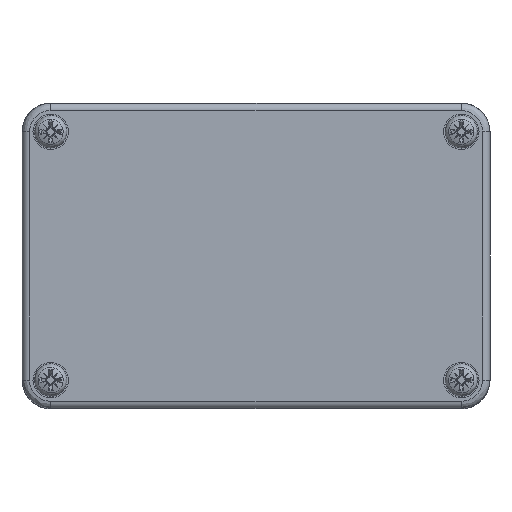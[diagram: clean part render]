
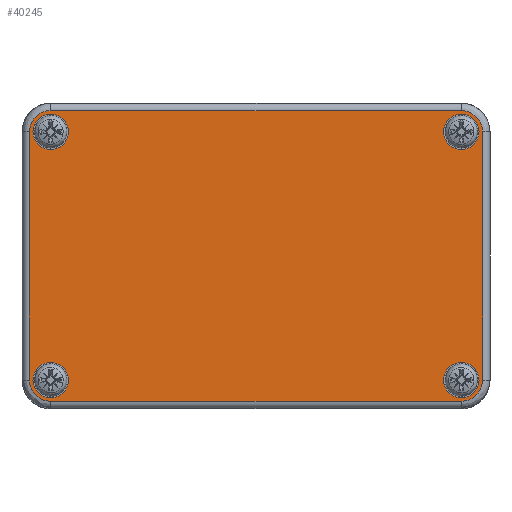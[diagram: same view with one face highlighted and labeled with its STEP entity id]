
A CAD part, top view. The second image highlights one B-rep face of the part: STEP entity #40245.
In plain terms, the highlighted planar face has unit normal (0, 0, 1).
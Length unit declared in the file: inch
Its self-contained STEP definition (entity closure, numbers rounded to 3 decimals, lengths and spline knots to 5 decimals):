
#1330 = AXIS2_PLACEMENT_3D ( 'NONE', #60877, #23847, #17923 ) ;
#2381 = LINE ( 'NONE', #29808, #77062 ) ;
#2590 = DIRECTION ( 'NONE',  ( -1., 0., 0. ) ) ;
#2693 = CARTESIAN_POINT ( 'NONE',  ( 1.69291, 1.19804, 0.37402 ) ) ;
#4602 = ORIENTED_EDGE ( 'NONE', *, *, #59753, .F. ) ;
#4637 = CARTESIAN_POINT ( 'NONE',  ( -1.79508, -1.19804, 0.37402 ) ) ;
#6971 = VERTEX_POINT ( 'NONE', #88401 ) ;
#7435 = CARTESIAN_POINT ( 'NONE',  ( -1.69291, 1.19804, 0.37402 ) ) ;
#7730 = VERTEX_POINT ( 'NONE', #78375 ) ;
#10053 = ORIENTED_EDGE ( 'NONE', *, *, #59463, .F. ) ;
#10585 = DIRECTION ( 'NONE',  ( 0., 0., 1. ) ) ;
#11185 = AXIS2_PLACEMENT_3D ( 'NONE', #88988, #10585, #46311 ) ;
#14391 = CARTESIAN_POINT ( 'NONE',  ( 0., 0., 0.37402 ) ) ;
#15878 = VECTOR ( 'NONE', #39911, 39.37008 ) ;
#16737 = VERTEX_POINT ( 'NONE', #73428 ) ;
#17923 = DIRECTION ( 'NONE',  ( -1., 0., 0. ) ) ;
#18551 = EDGE_LOOP ( 'NONE', ( #86527 ) ) ;
#19050 = CARTESIAN_POINT ( 'NONE',  ( -1.86733, 0., 0.37402 ) ) ;
#19396 = LINE ( 'NONE', #61701, #63441 ) ;
#20554 = FACE_BOUND ( 'NONE', #60707, .T. ) ;
#21016 = PLANE ( 'NONE',  #68958 ) ;
#21418 = ORIENTED_EDGE ( 'NONE', *, *, #47941, .F. ) ;
#22191 = EDGE_CURVE ( 'NONE', #85344, #85344, #74738, .T. ) ;
#23307 = CIRCLE ( 'NONE', #76893, 0.14567 ) ;
#23396 = DIRECTION ( 'NONE',  ( 0., 0., 1. ) ) ;
#23847 = DIRECTION ( 'NONE',  ( 0., 0., 1. ) ) ;
#24743 = EDGE_CURVE ( 'NONE', #33334, #33334, #60339, .T. ) ;
#25141 = CARTESIAN_POINT ( 'NONE',  ( -1.86733, -1.02362, 0.37402 ) ) ;
#25457 = CARTESIAN_POINT ( 'NONE',  ( -1.86733, -1.12579, 0.37402 ) ) ;
#27527 =( BOUNDED_CURVE ( )  B_SPLINE_CURVE ( 3, ( #2693, #31755, #84895, #84577 ),
 .UNSPECIFIED., .F., .F. ) 
 B_SPLINE_CURVE_WITH_KNOTS ( ( 4, 4 ),
 ( 0., 1. ),
 .UNSPECIFIED. ) 
 CURVE ( )  GEOMETRIC_REPRESENTATION_ITEM ( )  RATIONAL_B_SPLINE_CURVE ( ( 1., 0.805, 0.805, 1. ) ) 
 REPRESENTATION_ITEM ( '' )  );
#27840 = ORIENTED_EDGE ( 'NONE', *, *, #68896, .F. ) ;
#28283 = DIRECTION ( 'NONE',  ( 0., 0., -1. ) ) ;
#28682 = EDGE_LOOP ( 'NONE', ( #4602 ) ) ;
#29808 = CARTESIAN_POINT ( 'NONE',  ( 0., 1.19804, 0.37402 ) ) ;
#31755 = CARTESIAN_POINT ( 'NONE',  ( 1.79508, 1.19804, 0.37402 ) ) ;
#31912 = FACE_BOUND ( 'NONE', #18551, .T. ) ;
#33334 = VERTEX_POINT ( 'NONE', #44721 ) ;
#33882 = EDGE_CURVE ( 'NONE', #6971, #73640, #19396, .T. ) ;
#34537 = DIRECTION ( 'NONE',  ( -1., 0., 0. ) ) ;
#36368 =( BOUNDED_CURVE ( )  B_SPLINE_CURVE ( 3, ( #74532, #58755, #67217, #51492 ),
 .UNSPECIFIED., .F., .F. ) 
 B_SPLINE_CURVE_WITH_KNOTS ( ( 4, 4 ),
 ( 0., 1. ),
 .UNSPECIFIED. ) 
 CURVE ( )  GEOMETRIC_REPRESENTATION_ITEM ( )  RATIONAL_B_SPLINE_CURVE ( ( 1., 0.805, 0.805, 1. ) ) 
 REPRESENTATION_ITEM ( '' )  );
#37091 = EDGE_CURVE ( 'NONE', #78760, #39047, #2381, .T. ) ;
#39047 = VERTEX_POINT ( 'NONE', #64049 ) ;
#39911 = DIRECTION ( 'NONE',  ( 0., 1., 0. ) ) ;
#40245 = ADVANCED_FACE ( 'NONE', ( #57953, #31912, #20554, #64689, #62462 ), #21016, .F. ) ;
#40581 = ORIENTED_EDGE ( 'NONE', *, *, #74135, .F. ) ;
#40878 = CARTESIAN_POINT ( 'NONE',  ( -1.83858, -1.02362, 0.37402 ) ) ;
#41902 = LINE ( 'NONE', #19050, #15878 ) ;
#42225 = EDGE_CURVE ( 'NONE', #16737, #44309, #48280, .T. ) ;
#42525 = VERTEX_POINT ( 'NONE', #44619 ) ;
#42851 = AXIS2_PLACEMENT_3D ( 'NONE', #59482, #23396, #2590 ) ;
#43878 = CIRCLE ( 'NONE', #11185, 0.14567 ) ;
#44309 = VERTEX_POINT ( 'NONE', #73478 ) ;
#44619 = CARTESIAN_POINT ( 'NONE',  ( -1.86733, -1.02362, 0.37402 ) ) ;
#44721 = CARTESIAN_POINT ( 'NONE',  ( 1.54724, 1.02362, 0.37402 ) ) ;
#45659 = VERTEX_POINT ( 'NONE', #40878 ) ;
#46311 = DIRECTION ( 'NONE',  ( -1., 0., 0. ) ) ;
#46589 = DIRECTION ( 'NONE',  ( 0., -1., 0. ) ) ;
#47217 = CARTESIAN_POINT ( 'NONE',  ( 1.86733, 0., 0.37402 ) ) ;
#47941 = EDGE_CURVE ( 'NONE', #44309, #6971, #51526, .T. ) ;
#47946 = VERTEX_POINT ( 'NONE', #88948 ) ;
#48280 = LINE ( 'NONE', #47217, #61874 ) ;
#51311 = CARTESIAN_POINT ( 'NONE',  ( 1.86733, -1.12579, 0.37402 ) ) ;
#51371 = EDGE_LOOP ( 'NONE', ( #63796, #27840, #68779, #10053, #93625, #57196, #92510, #21418 ) ) ;
#51492 = CARTESIAN_POINT ( 'NONE',  ( -1.69291, 1.19804, 0.37402 ) ) ;
#51526 =( BOUNDED_CURVE ( )  B_SPLINE_CURVE ( 3, ( #52224, #51311, #73730, #81012 ),
 .UNSPECIFIED., .F., .F. ) 
 B_SPLINE_CURVE_WITH_KNOTS ( ( 4, 4 ),
 ( 0., 1. ),
 .UNSPECIFIED. ) 
 CURVE ( )  GEOMETRIC_REPRESENTATION_ITEM ( )  RATIONAL_B_SPLINE_CURVE ( ( 1., 0.805, 0.805, 1. ) ) 
 REPRESENTATION_ITEM ( '' )  );
#52224 = CARTESIAN_POINT ( 'NONE',  ( 1.86733, -1.02362, 0.37402 ) ) ;
#57196 = ORIENTED_EDGE ( 'NONE', *, *, #68070, .F. ) ;
#57953 = FACE_BOUND ( 'NONE', #73214, .T. ) ;
#58311 = CARTESIAN_POINT ( 'NONE',  ( 1.54724, -1.02362, 0.37402 ) ) ;
#58634 = ORIENTED_EDGE ( 'NONE', *, *, #24743, .F. ) ;
#58755 = CARTESIAN_POINT ( 'NONE',  ( -1.86733, 1.12579, 0.37402 ) ) ;
#59463 = EDGE_CURVE ( 'NONE', #7730, #78760, #36368, .T. ) ;
#59482 = CARTESIAN_POINT ( 'NONE',  ( 1.69291, -1.02362, 0.37402 ) ) ;
#59753 = EDGE_CURVE ( 'NONE', #47946, #47946, #43878, .T. ) ;
#60339 = CIRCLE ( 'NONE', #1330, 0.14567 ) ;
#60707 = EDGE_LOOP ( 'NONE', ( #40581 ) ) ;
#60877 = CARTESIAN_POINT ( 'NONE',  ( 1.69291, 1.02362, 0.37402 ) ) ;
#61701 = CARTESIAN_POINT ( 'NONE',  ( 0., -1.19804, 0.37402 ) ) ;
#61874 = VECTOR ( 'NONE', #46589, 39.37008 ) ;
#62016 = DIRECTION ( 'NONE',  ( -1., 0., 0. ) ) ;
#62462 = FACE_OUTER_BOUND ( 'NONE', #51371, .T. ) ;
#63441 = VECTOR ( 'NONE', #62016, 39.37008 ) ;
#63796 = ORIENTED_EDGE ( 'NONE', *, *, #42225, .F. ) ;
#64049 = CARTESIAN_POINT ( 'NONE',  ( 1.69291, 1.19804, 0.37402 ) ) ;
#64689 = FACE_BOUND ( 'NONE', #28682, .T. ) ;
#64750 = EDGE_CURVE ( 'NONE', #42525, #7730, #41902, .T. ) ;
#64876 = DIRECTION ( 'NONE',  ( -1., 0., 0. ) ) ;
#66447 = DIRECTION ( 'NONE',  ( 1., 0., 0. ) ) ;
#67217 = CARTESIAN_POINT ( 'NONE',  ( -1.79508, 1.19804, 0.37402 ) ) ;
#68070 = EDGE_CURVE ( 'NONE', #73640, #42525, #75066, .T. ) ;
#68779 = ORIENTED_EDGE ( 'NONE', *, *, #37091, .F. ) ;
#68896 = EDGE_CURVE ( 'NONE', #39047, #16737, #27527, .T. ) ;
#68958 = AXIS2_PLACEMENT_3D ( 'NONE', #14391, #28283, #64876 ) ;
#69042 = CARTESIAN_POINT ( 'NONE',  ( -1.69291, -1.19804, 0.37402 ) ) ;
#69649 = CARTESIAN_POINT ( 'NONE',  ( -1.69291, -1.02362, 0.37402 ) ) ;
#73214 = EDGE_LOOP ( 'NONE', ( #58634 ) ) ;
#73428 = CARTESIAN_POINT ( 'NONE',  ( 1.86733, 1.02362, 0.37402 ) ) ;
#73478 = CARTESIAN_POINT ( 'NONE',  ( 1.86733, -1.02362, 0.37402 ) ) ;
#73640 = VERTEX_POINT ( 'NONE', #92525 ) ;
#73730 = CARTESIAN_POINT ( 'NONE',  ( 1.79508, -1.19804, 0.37402 ) ) ;
#74135 = EDGE_CURVE ( 'NONE', #45659, #45659, #23307, .T. ) ;
#74532 = CARTESIAN_POINT ( 'NONE',  ( -1.86733, 1.02362, 0.37402 ) ) ;
#74738 = CIRCLE ( 'NONE', #42851, 0.14567 ) ;
#75066 =( BOUNDED_CURVE ( )  B_SPLINE_CURVE ( 3, ( #69042, #4637, #25457, #25141 ),
 .UNSPECIFIED., .F., .F. ) 
 B_SPLINE_CURVE_WITH_KNOTS ( ( 4, 4 ),
 ( 0., 1. ),
 .UNSPECIFIED. ) 
 CURVE ( )  GEOMETRIC_REPRESENTATION_ITEM ( )  RATIONAL_B_SPLINE_CURVE ( ( 1., 0.805, 0.805, 1. ) ) 
 REPRESENTATION_ITEM ( '' )  );
#76893 = AXIS2_PLACEMENT_3D ( 'NONE', #69649, #91743, #34537 ) ;
#77062 = VECTOR ( 'NONE', #66447, 39.37008 ) ;
#78375 = CARTESIAN_POINT ( 'NONE',  ( -1.86733, 1.02362, 0.37402 ) ) ;
#78760 = VERTEX_POINT ( 'NONE', #7435 ) ;
#81012 = CARTESIAN_POINT ( 'NONE',  ( 1.69291, -1.19804, 0.37402 ) ) ;
#84577 = CARTESIAN_POINT ( 'NONE',  ( 1.86733, 1.02362, 0.37402 ) ) ;
#84895 = CARTESIAN_POINT ( 'NONE',  ( 1.86733, 1.12579, 0.37402 ) ) ;
#85344 = VERTEX_POINT ( 'NONE', #58311 ) ;
#86527 = ORIENTED_EDGE ( 'NONE', *, *, #22191, .F. ) ;
#88401 = CARTESIAN_POINT ( 'NONE',  ( 1.69291, -1.19804, 0.37402 ) ) ;
#88948 = CARTESIAN_POINT ( 'NONE',  ( -1.83858, 1.02362, 0.37402 ) ) ;
#88988 = CARTESIAN_POINT ( 'NONE',  ( -1.69291, 1.02362, 0.37402 ) ) ;
#91743 = DIRECTION ( 'NONE',  ( 0., 0., 1. ) ) ;
#92510 = ORIENTED_EDGE ( 'NONE', *, *, #33882, .F. ) ;
#92525 = CARTESIAN_POINT ( 'NONE',  ( -1.69291, -1.19804, 0.37402 ) ) ;
#93625 = ORIENTED_EDGE ( 'NONE', *, *, #64750, .F. ) ;
